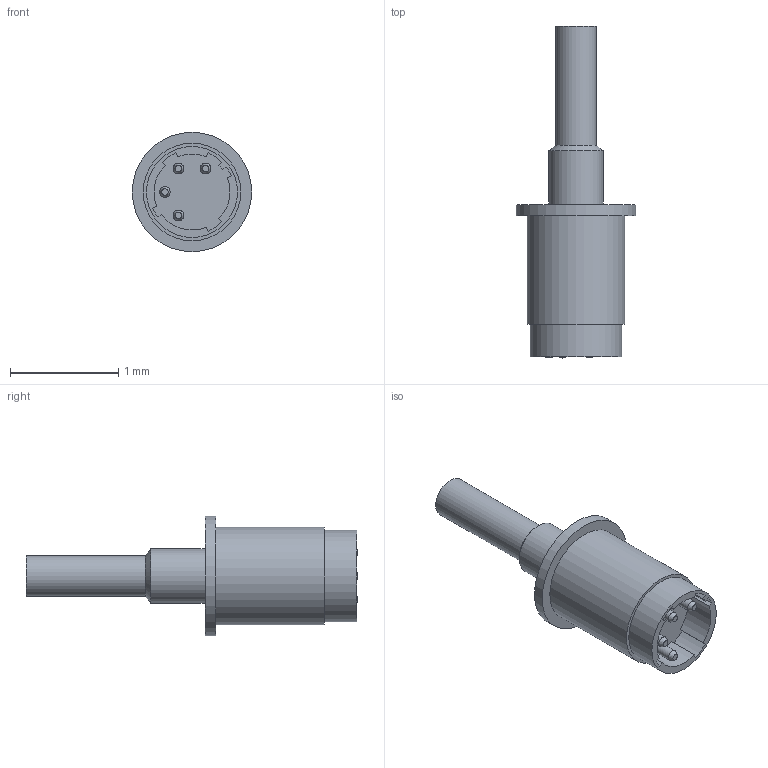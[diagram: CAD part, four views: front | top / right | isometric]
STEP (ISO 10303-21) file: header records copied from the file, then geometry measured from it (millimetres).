
FILE_DESCRIPTION(/* description */ ('ACIS model converted to STEP'),/* implementation_level */ '2;1');
FILE_NAME(/* name */ '4pinplug',/* time_stamp */ '1999-02-12T15:31:50-05:00',/* author */ ('Me'),/* organization */ ('Company'),/* preprocessor_version */ 'ST-DEVELOPER 1.6',/* originating_system */ 'ACIS 4.x',/* authorisation */ 'Someone else');
FILE_SCHEMA (('CONFIG_CONTROL_DESIGN'));
Length unit declared in the file: millimetre
Products named in the file (7): 1; 2; 3; 4; 5; 6; 7
Bounding box: 1.1 x 3.06 x 1.1 mm (x, y, z)
Volume: 1 mm3; surface area: 10.8 mm2
Topology: 7 solids, 7 shells, 49 faces, 100 edges, 66 vertices
Faces by surface type: plane 25, cylinder 19, cone 5
Full cylindrical faces by diameter (mm): 0.1 x4, 0.375 x1, 0.5 x1, 0.84 x1, 0.9 x1, 1.1 x1
Entity records: 1277 total; most frequent: DIRECTION 197, CARTESIAN_POINT 193, ORIENTED_EDGE 164, AXIS2_PLACEMENT_3D 91, EDGE_CURVE 82, FACE_BOUND 66, EDGE_LOOP 66, VERTEX_POINT 62
